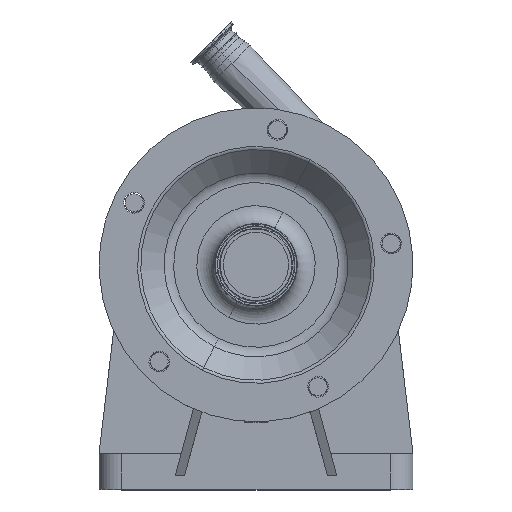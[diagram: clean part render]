
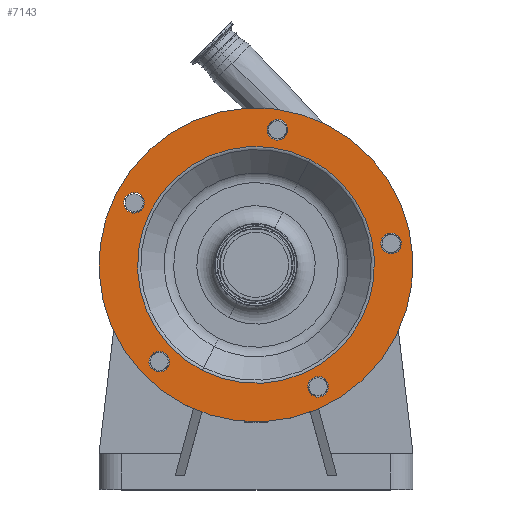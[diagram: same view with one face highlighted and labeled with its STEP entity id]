
A CAD part, top view. The second image highlights one B-rep face of the part: STEP entity #7143.
In plain terms, the highlighted planar face has unit normal (0, 0, 1).
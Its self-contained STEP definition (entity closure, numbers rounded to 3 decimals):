
#2 = VERTEX_POINT ( 'NONE', #4504 ) ;
#57 = ORIENTED_EDGE ( 'NONE', *, *, #6516, .F. ) ;
#234 = VERTEX_POINT ( 'NONE', #3309 ) ;
#328 = ORIENTED_EDGE ( 'NONE', *, *, #3376, .F. ) ;
#506 = VERTEX_POINT ( 'NONE', #11604 ) ;
#511 = FACE_BOUND ( 'NONE', #11615, .T. ) ;
#561 = ORIENTED_EDGE ( 'NONE', *, *, #5873, .F. ) ;
#564 = ORIENTED_EDGE ( 'NONE', *, *, #12443, .T. ) ;
#610 = CARTESIAN_POINT ( 'NONE',  ( 23.856, 150.622, 289.5 ) ) ;
#837 = CARTESIAN_POINT ( 'NONE',  ( -79.448, -155.926, 289.5 ) ) ;
#954 = DIRECTION ( 'NONE',  ( 0., 0., 1. ) ) ;
#988 = DIRECTION ( 'NONE',  ( 0.454, 0.891, 0. ) ) ;
#1337 = DIRECTION ( 'NONE',  ( 0., 0., -1. ) ) ;
#1412 = VERTEX_POINT ( 'NONE', #9689 ) ;
#1502 = ORIENTED_EDGE ( 'NONE', *, *, #7228, .F. ) ;
#1518 = CIRCLE ( 'NONE', #8951, 11.5 ) ;
#1604 = EDGE_LOOP ( 'NONE', ( #7081, #7760 ) ) ;
#1629 = DIRECTION ( 'NONE',  ( 0.454, 0.891, 0. ) ) ;
#1783 = EDGE_CURVE ( 'NONE', #1412, #2035, #8567, .T. ) ;
#1911 = CIRCLE ( 'NONE', #2152, 132.071 ) ;
#1950 = VERTEX_POINT ( 'NONE', #5897 ) ;
#2035 = VERTEX_POINT ( 'NONE', #6325 ) ;
#2152 = AXIS2_PLACEMENT_3D ( 'NONE', #13379, #7984, #12416 ) ;
#2226 = VERTEX_POINT ( 'NONE', #6269 ) ;
#2331 = AXIS2_PLACEMENT_3D ( 'NONE', #7813, #1337, #12241 ) ;
#2623 = CARTESIAN_POINT ( 'NONE',  ( -102.613, -97.587, 289.5 ) ) ;
#2631 = CARTESIAN_POINT ( 'NONE',  ( 0., 0., 289.5 ) ) ;
#2772 = EDGE_LOOP ( 'NONE', ( #9311, #328 ) ) ;
#2794 = CIRCLE ( 'NONE', #2331, 175. ) ;
#2799 = CARTESIAN_POINT ( 'NONE',  ( 145.402, 13.61, 289.5 ) ) ;
#2822 = CARTESIAN_POINT ( 'NONE',  ( -107.834, -107.834, 289.5 ) ) ;
#2850 = PLANE ( 'NONE',  #6594 ) ;
#2878 = ORIENTED_EDGE ( 'NONE', *, *, #7062, .F. ) ;
#2964 = EDGE_LOOP ( 'NONE', ( #12848, #1502 ) ) ;
#2980 = EDGE_CURVE ( 'NONE', #3994, #10653, #5777, .T. ) ;
#3202 = VERTEX_POINT ( 'NONE', #4715 ) ;
#3309 = CARTESIAN_POINT ( 'NONE',  ( 29.077, 160.869, 289.5 ) ) ;
#3356 = CIRCLE ( 'NONE', #13577, 11.5 ) ;
#3376 = EDGE_CURVE ( 'NONE', #14224, #1950, #5593, .T. ) ;
#3457 = EDGE_CURVE ( 'NONE', #506, #4565, #2794, .T. ) ;
#3798 = DIRECTION ( 'NONE',  ( 0., 0., -1. ) ) ;
#3847 = DIRECTION ( 'NONE',  ( 0.454, 0.891, 0. ) ) ;
#3877 = FACE_BOUND ( 'NONE', #4730, .T. ) ;
#3948 = FACE_OUTER_BOUND ( 'NONE', #9217, .T. ) ;
#3994 = VERTEX_POINT ( 'NONE', #2623 ) ;
#4001 = CARTESIAN_POINT ( 'NONE',  ( -113.055, -118.08, 289.5 ) ) ;
#4161 = DIRECTION ( 'NONE',  ( -0.454, -0.891, 0. ) ) ;
#4169 = EDGE_LOOP ( 'NONE', ( #564, #13825 ) ) ;
#4411 = CARTESIAN_POINT ( 'NONE',  ( -135.878, 69.234, 289.5 ) ) ;
#4437 = AXIS2_PLACEMENT_3D ( 'NONE', #5927, #11439, #1629 ) ;
#4504 = CARTESIAN_POINT ( 'NONE',  ( 64.013, -146.125, 289.5 ) ) ;
#4559 = DIRECTION ( 'NONE',  ( 0., 0., 1. ) ) ;
#4565 = VERTEX_POINT ( 'NONE', #837 ) ;
#4715 = CARTESIAN_POINT ( 'NONE',  ( 155.843, 34.103, 289.5 ) ) ;
#4730 = EDGE_LOOP ( 'NONE', ( #57, #10793 ) ) ;
#4960 = CARTESIAN_POINT ( 'NONE',  ( 69.234, -135.878, 289.5 ) ) ;
#5053 = FACE_BOUND ( 'NONE', #4169, .T. ) ;
#5212 = DIRECTION ( 'NONE',  ( 0.454, 0.891, 0. ) ) ;
#5247 = DIRECTION ( 'NONE',  ( 0.454, 0.891, 0. ) ) ;
#5323 = AXIS2_PLACEMENT_3D ( 'NONE', #2631, #3798, #11492 ) ;
#5593 = CIRCLE ( 'NONE', #11385, 11.5 ) ;
#5596 = AXIS2_PLACEMENT_3D ( 'NONE', #7054, #13609, #13743 ) ;
#5777 = CIRCLE ( 'NONE', #13895, 11.5 ) ;
#5873 = EDGE_CURVE ( 'NONE', #2226, #2, #11253, .T. ) ;
#5897 = CARTESIAN_POINT ( 'NONE',  ( -130.658, 79.48, 289.5 ) ) ;
#5919 = CIRCLE ( 'NONE', #14044, 11.5 ) ;
#5927 = CARTESIAN_POINT ( 'NONE',  ( -107.834, -107.834, 289.5 ) ) ;
#6002 = EDGE_CURVE ( 'NONE', #11864, #3202, #9846, .T. ) ;
#6080 = EDGE_CURVE ( 'NONE', #2, #2226, #3356, .T. ) ;
#6269 = CARTESIAN_POINT ( 'NONE',  ( 74.454, -125.632, 289.5 ) ) ;
#6325 = CARTESIAN_POINT ( 'NONE',  ( -59.959, -117.676, 289.5 ) ) ;
#6516 = EDGE_CURVE ( 'NONE', #3202, #11864, #10791, .T. ) ;
#6594 = AXIS2_PLACEMENT_3D ( 'NONE', #13099, #7647, #4161 ) ;
#7054 = CARTESIAN_POINT ( 'NONE',  ( -135.878, 69.234, 289.5 ) ) ;
#7062 = EDGE_CURVE ( 'NONE', #4565, #506, #14028, .T. ) ;
#7063 = AXIS2_PLACEMENT_3D ( 'NONE', #4960, #13814, #13886 ) ;
#7081 = ORIENTED_EDGE ( 'NONE', *, *, #2980, .F. ) ;
#7143 = ADVANCED_FACE ( 'NONE', ( #13977, #511, #3877, #12729, #5053, #3948, #8374 ), #2850, .F. ) ;
#7222 = ORIENTED_EDGE ( 'NONE', *, *, #3457, .F. ) ;
#7228 = EDGE_CURVE ( 'NONE', #10160, #234, #1518, .T. ) ;
#7556 = CARTESIAN_POINT ( 'NONE',  ( 69.234, -135.878, 289.5 ) ) ;
#7647 = DIRECTION ( 'NONE',  ( 0., 0., -1. ) ) ;
#7760 = ORIENTED_EDGE ( 'NONE', *, *, #11833, .F. ) ;
#7763 = AXIS2_PLACEMENT_3D ( 'NONE', #14321, #8798, #5247 ) ;
#7783 = ORIENTED_EDGE ( 'NONE', *, *, #6080, .F. ) ;
#7813 = CARTESIAN_POINT ( 'NONE',  ( 0., 0., 289.5 ) ) ;
#7984 = DIRECTION ( 'NONE',  ( 0., 0., -1. ) ) ;
#8038 = EDGE_CURVE ( 'NONE', #234, #10160, #5919, .T. ) ;
#8226 = CARTESIAN_POINT ( 'NONE',  ( -141.099, 58.987, 289.5 ) ) ;
#8374 = FACE_BOUND ( 'NONE', #2772, .T. ) ;
#8567 = CIRCLE ( 'NONE', #5323, 132.071 ) ;
#8798 = DIRECTION ( 'NONE',  ( 0., 0., 1. ) ) ;
#8951 = AXIS2_PLACEMENT_3D ( 'NONE', #9965, #954, #11857 ) ;
#9217 = EDGE_LOOP ( 'NONE', ( #2878, #7222 ) ) ;
#9311 = ORIENTED_EDGE ( 'NONE', *, *, #11379, .F. ) ;
#9598 = DIRECTION ( 'NONE',  ( 0., 0., -1. ) ) ;
#9689 = CARTESIAN_POINT ( 'NONE',  ( 59.959, 117.676, 289.5 ) ) ;
#9846 = CIRCLE ( 'NONE', #7763, 11.5 ) ;
#9932 = CARTESIAN_POINT ( 'NONE',  ( 150.622, 23.856, 289.5 ) ) ;
#9965 = CARTESIAN_POINT ( 'NONE',  ( 23.856, 150.622, 289.5 ) ) ;
#10160 = VERTEX_POINT ( 'NONE', #13271 ) ;
#10562 = AXIS2_PLACEMENT_3D ( 'NONE', #9932, #14376, #988 ) ;
#10653 = VERTEX_POINT ( 'NONE', #4001 ) ;
#10665 = DIRECTION ( 'NONE',  ( 0., 0., 1. ) ) ;
#10673 = CIRCLE ( 'NONE', #5596, 11.5 ) ;
#10791 = CIRCLE ( 'NONE', #10562, 11.5 ) ;
#10793 = ORIENTED_EDGE ( 'NONE', *, *, #6002, .F. ) ;
#11253 = CIRCLE ( 'NONE', #7063, 11.5 ) ;
#11379 = EDGE_CURVE ( 'NONE', #1950, #14224, #10673, .T. ) ;
#11385 = AXIS2_PLACEMENT_3D ( 'NONE', #4411, #4559, #13422 ) ;
#11439 = DIRECTION ( 'NONE',  ( 0., 0., 1. ) ) ;
#11492 = DIRECTION ( 'NONE',  ( -0.454, -0.891, 0. ) ) ;
#11604 = CARTESIAN_POINT ( 'NONE',  ( 79.448, 155.926, 289.5 ) ) ;
#11615 = EDGE_LOOP ( 'NONE', ( #561, #7783 ) ) ;
#11617 = CIRCLE ( 'NONE', #4437, 11.5 ) ;
#11640 = DIRECTION ( 'NONE',  ( -0.454, -0.891, 0. ) ) ;
#11722 = AXIS2_PLACEMENT_3D ( 'NONE', #12876, #9598, #11640 ) ;
#11833 = EDGE_CURVE ( 'NONE', #10653, #3994, #11617, .T. ) ;
#11857 = DIRECTION ( 'NONE',  ( 0.454, 0.891, 0. ) ) ;
#11864 = VERTEX_POINT ( 'NONE', #2799 ) ;
#12241 = DIRECTION ( 'NONE',  ( -0.454, -0.891, 0. ) ) ;
#12416 = DIRECTION ( 'NONE',  ( -0.454, -0.891, 0. ) ) ;
#12443 = EDGE_CURVE ( 'NONE', #2035, #1412, #1911, .T. ) ;
#12729 = FACE_BOUND ( 'NONE', #2964, .T. ) ;
#12848 = ORIENTED_EDGE ( 'NONE', *, *, #8038, .F. ) ;
#12876 = CARTESIAN_POINT ( 'NONE',  ( 0., 0., 289.5 ) ) ;
#12930 = DIRECTION ( 'NONE',  ( 0., 0., 1. ) ) ;
#13099 = CARTESIAN_POINT ( 'NONE',  ( -155.926, 79.448, 289.5 ) ) ;
#13271 = CARTESIAN_POINT ( 'NONE',  ( 18.635, 140.376, 289.5 ) ) ;
#13379 = CARTESIAN_POINT ( 'NONE',  ( 0., 0., 289.5 ) ) ;
#13422 = DIRECTION ( 'NONE',  ( 0.454, 0.891, 0. ) ) ;
#13577 = AXIS2_PLACEMENT_3D ( 'NONE', #7556, #12930, #14249 ) ;
#13609 = DIRECTION ( 'NONE',  ( 0., 0., 1. ) ) ;
#13743 = DIRECTION ( 'NONE',  ( 0.454, 0.891, 0. ) ) ;
#13814 = DIRECTION ( 'NONE',  ( 0., 0., 1. ) ) ;
#13825 = ORIENTED_EDGE ( 'NONE', *, *, #1783, .T. ) ;
#13854 = DIRECTION ( 'NONE',  ( 0., 0., 1. ) ) ;
#13886 = DIRECTION ( 'NONE',  ( 0.454, 0.891, 0. ) ) ;
#13895 = AXIS2_PLACEMENT_3D ( 'NONE', #2822, #10665, #3847 ) ;
#13977 = FACE_BOUND ( 'NONE', #1604, .T. ) ;
#14028 = CIRCLE ( 'NONE', #11722, 175. ) ;
#14044 = AXIS2_PLACEMENT_3D ( 'NONE', #610, #13854, #5212 ) ;
#14224 = VERTEX_POINT ( 'NONE', #8226 ) ;
#14249 = DIRECTION ( 'NONE',  ( 0.454, 0.891, 0. ) ) ;
#14321 = CARTESIAN_POINT ( 'NONE',  ( 150.622, 23.856, 289.5 ) ) ;
#14376 = DIRECTION ( 'NONE',  ( 0., 0., 1. ) ) ;
